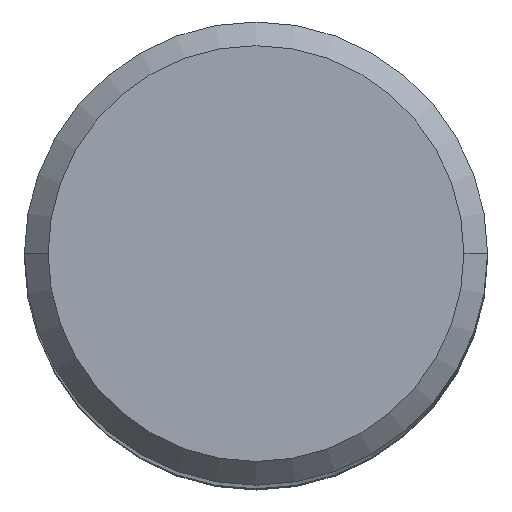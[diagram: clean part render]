
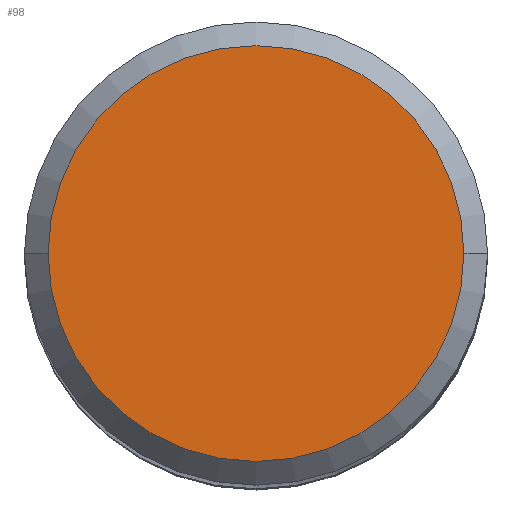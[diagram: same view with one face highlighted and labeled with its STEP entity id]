
A CAD part, top view. The second image highlights one B-rep face of the part: STEP entity #98.
In plain terms, the highlighted planar face has unit normal (0, 0, 1).
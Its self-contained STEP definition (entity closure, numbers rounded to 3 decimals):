
#60=PLANE('',#893);
#98=ADVANCED_FACE('',(#168),#60,.F.);
#168=FACE_OUTER_BOUND('',#216,.T.);
#216=EDGE_LOOP('',(#362,#363));
#362=ORIENTED_EDGE('',*,*,#531,.F.);
#363=ORIENTED_EDGE('',*,*,#529,.F.);
#450=VERTEX_POINT('',#1349);
#451=VERTEX_POINT('',#1351);
#529=EDGE_CURVE('',#450,#451,#601,.T.);
#531=EDGE_CURVE('',#451,#450,#602,.T.);
#601=CIRCLE('',#889,11.4);
#602=CIRCLE('',#891,11.4);
#889=AXIS2_PLACEMENT_3D('',#1350,#1120,#1121);
#891=AXIS2_PLACEMENT_3D('',#1354,#1125,#1126);
#893=AXIS2_PLACEMENT_3D('',#1356,#1129,#1130);
#1120=DIRECTION('',(0.,0.,-1.));
#1121=DIRECTION('',(-1.,0.,0.));
#1125=DIRECTION('',(0.,0.,-1.));
#1126=DIRECTION('',(1.,0.,0.));
#1129=DIRECTION('',(0.,0.,-1.));
#1130=DIRECTION('',(1.,0.,0.));
#1349=CARTESIAN_POINT('',(-11.4,0.,0.));
#1350=CARTESIAN_POINT('',(0.,0.,0.));
#1351=CARTESIAN_POINT('',(11.4,0.,0.));
#1354=CARTESIAN_POINT('',(0.,0.,0.));
#1356=CARTESIAN_POINT('',(0.,0.,0.));
